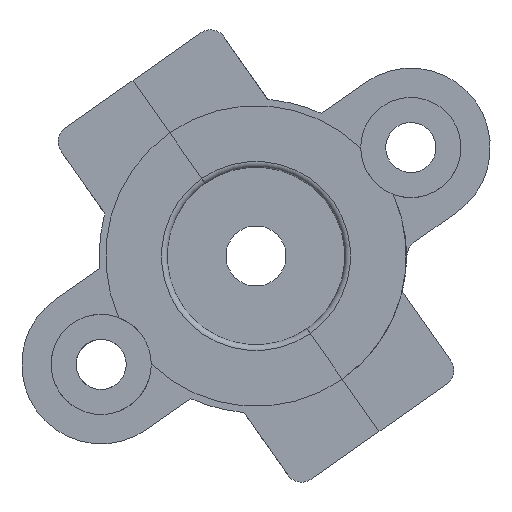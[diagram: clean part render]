
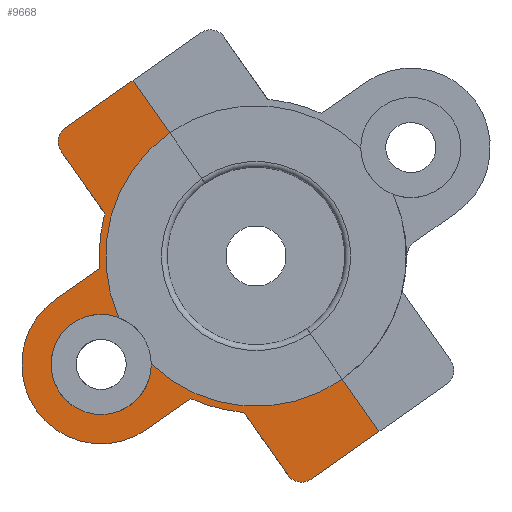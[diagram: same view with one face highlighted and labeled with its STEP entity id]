
A CAD part, front view. The second image highlights one B-rep face of the part: STEP entity #9668.
In plain terms, the highlighted planar face has unit normal (0, -1, 0).
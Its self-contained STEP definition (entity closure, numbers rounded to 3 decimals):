
#619=FACE_OUTER_BOUND('',#965,.T.);
#965=EDGE_LOOP('',(#8690,#8691,#8692,#8693,#8694,#8695,#8696,#8697,#8698,
#8699,#8700,#8701,#8702,#8703,#8704,#8705,#8706,#8707));
#1577=CIRCLE('',#11051,1.175);
#1578=CIRCLE('',#11052,10.95);
#1579=CIRCLE('',#11053,10.95);
#1580=CIRCLE('',#11054,5.547);
#1581=CIRCLE('',#11055,10.95);
#1582=CIRCLE('',#11056,10.95);
#1583=CIRCLE('',#11057,1.175);
#1584=CIRCLE('',#11058,10.5);
#1585=CIRCLE('',#11059,3.5);
#1586=CIRCLE('',#11060,10.5);
#2647=LINE('',#17485,#3733);
#2654=LINE('',#17505,#3740);
#2655=LINE('',#17509,#3741);
#2656=LINE('',#17515,#3742);
#2657=LINE('',#17519,#3743);
#2658=LINE('',#17525,#3744);
#2659=LINE('',#17529,#3745);
#2660=LINE('',#17531,#3746);
#3733=VECTOR('',#13762,10.);
#3740=VECTOR('',#13777,10.);
#3741=VECTOR('',#13780,10.);
#3742=VECTOR('',#13785,10.);
#3743=VECTOR('',#13788,10.);
#3744=VECTOR('',#13793,10.);
#3745=VECTOR('',#13796,10.);
#3746=VECTOR('',#13797,10.);
#5330=VERTEX_POINT('',#17482);
#5331=VERTEX_POINT('',#17484);
#5340=VERTEX_POINT('',#17504);
#5341=VERTEX_POINT('',#17506);
#5342=VERTEX_POINT('',#17508);
#5343=VERTEX_POINT('',#17510);
#5344=VERTEX_POINT('',#17512);
#5345=VERTEX_POINT('',#17514);
#5346=VERTEX_POINT('',#17516);
#5347=VERTEX_POINT('',#17518);
#5348=VERTEX_POINT('',#17520);
#5349=VERTEX_POINT('',#17522);
#5350=VERTEX_POINT('',#17524);
#5351=VERTEX_POINT('',#17526);
#5352=VERTEX_POINT('',#17528);
#5353=VERTEX_POINT('',#17530);
#5354=VERTEX_POINT('',#17532);
#5355=VERTEX_POINT('',#17534);
#6963=EDGE_CURVE('',#5330,#5331,#2647,.T.);
#6973=EDGE_CURVE('',#5330,#5340,#2654,.T.);
#6974=EDGE_CURVE('',#5340,#5341,#1577,.T.);
#6975=EDGE_CURVE('',#5341,#5342,#2655,.T.);
#6976=EDGE_CURVE('',#5342,#5343,#1578,.T.);
#6977=EDGE_CURVE('',#5343,#5344,#1579,.T.);
#6978=EDGE_CURVE('',#5344,#5345,#2656,.T.);
#6979=EDGE_CURVE('',#5345,#5346,#1580,.T.);
#6980=EDGE_CURVE('',#5346,#5347,#2657,.T.);
#6981=EDGE_CURVE('',#5347,#5348,#1581,.T.);
#6982=EDGE_CURVE('',#5348,#5349,#1582,.T.);
#6983=EDGE_CURVE('',#5349,#5350,#2658,.T.);
#6984=EDGE_CURVE('',#5350,#5351,#1583,.T.);
#6985=EDGE_CURVE('',#5351,#5352,#2659,.T.);
#6986=EDGE_CURVE('',#5353,#5352,#2660,.T.);
#6987=EDGE_CURVE('',#5353,#5354,#1584,.T.);
#6988=EDGE_CURVE('',#5354,#5355,#1585,.T.);
#6989=EDGE_CURVE('',#5355,#5331,#1586,.T.);
#8690=ORIENTED_EDGE('',*,*,#6973,.T.);
#8691=ORIENTED_EDGE('',*,*,#6974,.T.);
#8692=ORIENTED_EDGE('',*,*,#6975,.T.);
#8693=ORIENTED_EDGE('',*,*,#6976,.T.);
#8694=ORIENTED_EDGE('',*,*,#6977,.T.);
#8695=ORIENTED_EDGE('',*,*,#6978,.T.);
#8696=ORIENTED_EDGE('',*,*,#6979,.T.);
#8697=ORIENTED_EDGE('',*,*,#6980,.T.);
#8698=ORIENTED_EDGE('',*,*,#6981,.T.);
#8699=ORIENTED_EDGE('',*,*,#6982,.T.);
#8700=ORIENTED_EDGE('',*,*,#6983,.T.);
#8701=ORIENTED_EDGE('',*,*,#6984,.T.);
#8702=ORIENTED_EDGE('',*,*,#6985,.T.);
#8703=ORIENTED_EDGE('',*,*,#6986,.F.);
#8704=ORIENTED_EDGE('',*,*,#6987,.T.);
#8705=ORIENTED_EDGE('',*,*,#6988,.T.);
#8706=ORIENTED_EDGE('',*,*,#6989,.T.);
#8707=ORIENTED_EDGE('',*,*,#6963,.F.);
#9376=PLANE('',#11050);
#9668=ADVANCED_FACE('',(#619),#9376,.F.);
#11050=AXIS2_PLACEMENT_3D('',#17503,#13775,#13776);
#11051=AXIS2_PLACEMENT_3D('',#17507,#13778,#13779);
#11052=AXIS2_PLACEMENT_3D('',#17511,#13781,#13782);
#11053=AXIS2_PLACEMENT_3D('',#17513,#13783,#13784);
#11054=AXIS2_PLACEMENT_3D('',#17517,#13786,#13787);
#11055=AXIS2_PLACEMENT_3D('',#17521,#13789,#13790);
#11056=AXIS2_PLACEMENT_3D('',#17523,#13791,#13792);
#11057=AXIS2_PLACEMENT_3D('',#17527,#13794,#13795);
#11058=AXIS2_PLACEMENT_3D('',#17533,#13798,#13799);
#11059=AXIS2_PLACEMENT_3D('',#17535,#13800,#13801);
#11060=AXIS2_PLACEMENT_3D('',#17536,#13802,#13803);
#13762=DIRECTION('',(0.574,0.,-0.819));
#13775=DIRECTION('center_axis',(0.,1.,0.));
#13776=DIRECTION('ref_axis',(0.574,0.,-0.819));
#13777=DIRECTION('',(-0.819,0.,-0.574));
#13778=DIRECTION('center_axis',(0.,-1.,0.));
#13779=DIRECTION('ref_axis',(-0.819,0.,-0.574));
#13780=DIRECTION('',(0.574,0.,-0.819));
#13781=DIRECTION('center_axis',(0.,-1.,0.));
#13782=DIRECTION('ref_axis',(-0.819,0.,0.574));
#13783=DIRECTION('center_axis',(0.,-1.,0.));
#13784=DIRECTION('ref_axis',(-0.819,0.,0.574));
#13785=DIRECTION('',(-0.819,0.,-0.574));
#13786=DIRECTION('center_axis',(0.,-1.,0.));
#13787=DIRECTION('ref_axis',(0.574,0.,-0.819));
#13788=DIRECTION('',(0.819,0.,0.574));
#13789=DIRECTION('center_axis',(0.,-1.,0.));
#13790=DIRECTION('ref_axis',(-0.819,0.,0.574));
#13791=DIRECTION('center_axis',(0.,-1.,0.));
#13792=DIRECTION('ref_axis',(-0.819,0.,0.574));
#13793=DIRECTION('',(0.574,0.,-0.819));
#13794=DIRECTION('center_axis',(0.,-1.,0.));
#13795=DIRECTION('ref_axis',(0.574,0.,-0.819));
#13796=DIRECTION('',(0.819,0.,0.574));
#13797=DIRECTION('',(0.574,0.,-0.819));
#13798=DIRECTION('center_axis',(0.,1.,0.));
#13799=DIRECTION('ref_axis',(1.,0.,0.));
#13800=DIRECTION('center_axis',(0.,1.,0.));
#13801=DIRECTION('ref_axis',(-0.819,0.,-0.574));
#13802=DIRECTION('center_axis',(0.,1.,0.));
#13803=DIRECTION('ref_axis',(1.,0.,0.));
#17482=CARTESIAN_POINT('',(-8.588,0.,12.265));
#17484=CARTESIAN_POINT('',(-6.023,0.,8.601));
#17485=CARTESIAN_POINT('',(0.,0.,0.));
#17503=CARTESIAN_POINT('Origin',(0.,0.,0.));
#17504=CARTESIAN_POINT('',(-13.319,0.,8.953));
#17505=CARTESIAN_POINT('',(-10.953,0.,10.609));
#17506=CARTESIAN_POINT('',(-13.607,0.,7.316));
#17507=CARTESIAN_POINT('Origin',(-12.645,0.,7.99));
#17508=CARTESIAN_POINT('',(-10.547,0.,2.945));
#17509=CARTESIAN_POINT('',(-8.933,0.,0.641));
#17510=CARTESIAN_POINT('',(-10.614,0.,2.692));
#17511=CARTESIAN_POINT('Origin',(0.,0.,0.));
#17512=CARTESIAN_POINT('',(-10.915,0.,-0.871));
#17513=CARTESIAN_POINT('Origin',(0.,0.,0.));
#17514=CARTESIAN_POINT('',(-13.994,0.,-3.027));
#17515=CARTESIAN_POINT('',(-8.588,0.,0.758));
#17516=CARTESIAN_POINT('',(-7.631,0.,-12.115));
#17517=CARTESIAN_POINT('Origin',(-10.813,0.,-7.571));
#17518=CARTESIAN_POINT('',(-4.552,0.,-9.959));
#17519=CARTESIAN_POINT('',(-0.685,0.,-7.251));
#17520=CARTESIAN_POINT('',(-1.1,0.,-10.895));
#17521=CARTESIAN_POINT('Origin',(0.,0.,0.));
#17522=CARTESIAN_POINT('',(-0.84,0.,-10.918));
#17523=CARTESIAN_POINT('Origin',(0.,0.,0.));
#17524=CARTESIAN_POINT('',(2.221,0.,-15.289));
#17525=CARTESIAN_POINT('',(-1.736,0.,-9.638));
#17526=CARTESIAN_POINT('',(3.858,0.,-15.578));
#17527=CARTESIAN_POINT('Origin',(3.184,0.,-14.615));
#17528=CARTESIAN_POINT('',(8.588,0.,-12.265));
#17529=CARTESIAN_POINT('',(8.588,0.,-12.265));
#17530=CARTESIAN_POINT('',(6.023,0.,-8.601));
#17531=CARTESIAN_POINT('',(0.,0.,0.));
#17532=CARTESIAN_POINT('',(-7.313,0.,-7.535));
#17533=CARTESIAN_POINT('Origin',(0.,0.,0.));
#17534=CARTESIAN_POINT('',(-9.581,0.,-4.295));
#17535=CARTESIAN_POINT('Origin',(-10.813,0.,-7.571));
#17536=CARTESIAN_POINT('Origin',(0.,0.,0.));
